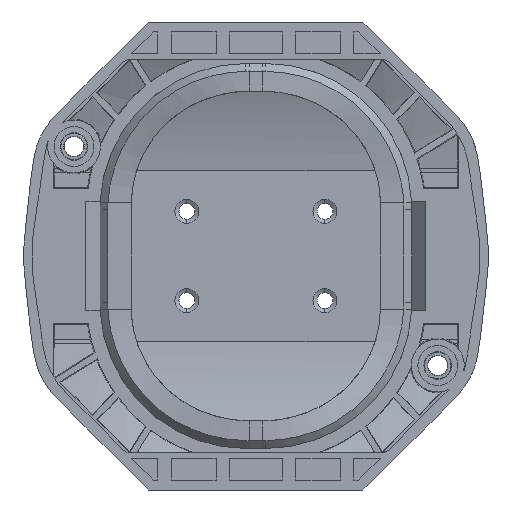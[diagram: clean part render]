
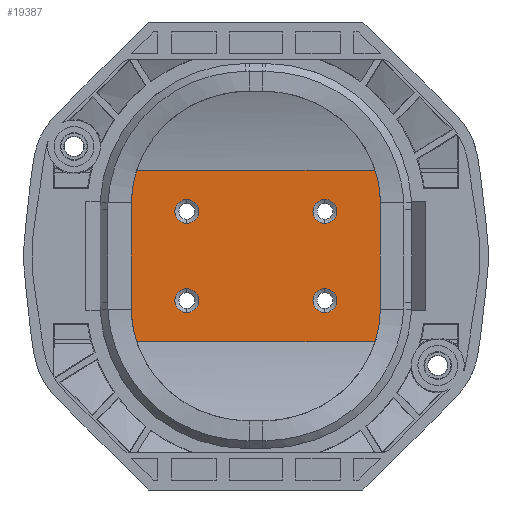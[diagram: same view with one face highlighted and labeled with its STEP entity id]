
A CAD part, front view. The second image highlights one B-rep face of the part: STEP entity #19387.
In plain terms, the highlighted face is planar.
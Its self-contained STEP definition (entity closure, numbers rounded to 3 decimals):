
#16242=DIRECTION('',(0.,0.,1.));
#16243=VECTOR('',#16242,16.);
#16244=CARTESIAN_POINT('',(-18.75,-8.8,-8.));
#16245=LINE('',#16244,#16243);
#16340=DIRECTION('',(0.,0.,1.));
#16341=VECTOR('',#16340,16.);
#16342=CARTESIAN_POINT('',(18.75,-8.8,-8.));
#16343=LINE('',#16342,#16341);
#16401=CARTESIAN_POINT('',(18.75,-8.8,8.));
#16402=CARTESIAN_POINT('',(18.75,-8.8,8.82));
#16403=CARTESIAN_POINT('',(18.619,-8.8,10.492));
#16404=CARTESIAN_POINT('',(18.23,-8.8,12.123));
#16405=CARTESIAN_POINT('',(17.969,-8.8,12.933));
#16407=DIRECTION('',(1.,0.,0.));
#16408=VECTOR('',#16407,35.938);
#16409=CARTESIAN_POINT('',(-17.969,-8.8,-12.933));
#16410=LINE('',#16409,#16408);
#16411=DIRECTION('',(1.,0.,0.));
#16412=VECTOR('',#16411,35.938);
#16413=CARTESIAN_POINT('',(-17.969,-8.8,12.933));
#16414=LINE('',#16413,#16412);
#16415=CARTESIAN_POINT('',(10.4,-8.8,6.72));
#16416=DIRECTION('',(0.,-1.,0.));
#16417=DIRECTION('',(0.,0.,1.));
#16418=AXIS2_PLACEMENT_3D('',#16415,#16416,#16417);
#16420=CARTESIAN_POINT('',(10.4,-8.8,6.72));
#16421=DIRECTION('',(0.,-1.,0.));
#16422=DIRECTION('',(0.,0.,-1.));
#16423=AXIS2_PLACEMENT_3D('',#16420,#16421,#16422);
#16425=CARTESIAN_POINT('',(10.4,-8.8,-6.72));
#16426=DIRECTION('',(0.,-1.,0.));
#16427=DIRECTION('',(0.,0.,1.));
#16428=AXIS2_PLACEMENT_3D('',#16425,#16426,#16427);
#16430=CARTESIAN_POINT('',(10.4,-8.8,-6.72));
#16431=DIRECTION('',(0.,-1.,0.));
#16432=DIRECTION('',(0.,0.,-1.));
#16433=AXIS2_PLACEMENT_3D('',#16430,#16431,#16432);
#16435=CARTESIAN_POINT('',(-10.4,-8.8,6.72));
#16436=DIRECTION('',(0.,-1.,0.));
#16437=DIRECTION('',(0.,0.,1.));
#16438=AXIS2_PLACEMENT_3D('',#16435,#16436,#16437);
#16440=CARTESIAN_POINT('',(-10.4,-8.8,6.72));
#16441=DIRECTION('',(0.,-1.,0.));
#16442=DIRECTION('',(0.,0.,-1.));
#16443=AXIS2_PLACEMENT_3D('',#16440,#16441,#16442);
#16445=CARTESIAN_POINT('',(-10.4,-8.8,-6.72));
#16446=DIRECTION('',(0.,-1.,0.));
#16447=DIRECTION('',(0.,0.,1.));
#16448=AXIS2_PLACEMENT_3D('',#16445,#16446,#16447);
#16450=CARTESIAN_POINT('',(-10.4,-8.8,-6.72));
#16451=DIRECTION('',(0.,-1.,0.));
#16452=DIRECTION('',(0.,0.,-1.));
#16453=AXIS2_PLACEMENT_3D('',#16450,#16451,#16452);
#16471=CARTESIAN_POINT('',(-18.75,-8.8,-8.));
#16472=CARTESIAN_POINT('',(-18.75,-8.8,-8.82));
#16473=CARTESIAN_POINT('',(-18.619,-8.8,-10.492));
#16474=CARTESIAN_POINT('',(-18.23,-8.8,-12.123));
#16475=CARTESIAN_POINT('',(-17.969,-8.8,-12.933));
#16481=CARTESIAN_POINT('',(17.969,-8.8,-12.933));
#16482=CARTESIAN_POINT('',(18.226,-8.8,-12.137));
#16483=CARTESIAN_POINT('',(18.617,-8.8,-10.507));
#16484=CARTESIAN_POINT('',(18.75,-8.8,-8.835));
#16485=CARTESIAN_POINT('',(18.75,-8.8,-8.));
#16503=CARTESIAN_POINT('',(-17.969,-8.8,12.933));
#16504=CARTESIAN_POINT('',(-18.226,-8.8,12.137));
#16505=CARTESIAN_POINT('',(-18.617,-8.8,10.507));
#16506=CARTESIAN_POINT('',(-18.75,-8.8,8.835));
#16507=CARTESIAN_POINT('',(-18.75,-8.8,8.));
#17205=CARTESIAN_POINT('',(10.4,-8.8,-4.92));
#17206=VERTEX_POINT('',#17205);
#17207=CARTESIAN_POINT('',(10.4,-8.8,-8.52));
#17208=VERTEX_POINT('',#17207);
#17209=CARTESIAN_POINT('',(-10.4,-8.8,-4.92));
#17210=VERTEX_POINT('',#17209);
#17211=CARTESIAN_POINT('',(-10.4,-8.8,-8.52));
#17212=VERTEX_POINT('',#17211);
#17213=CARTESIAN_POINT('',(10.4,-8.8,8.52));
#17214=VERTEX_POINT('',#17213);
#17215=CARTESIAN_POINT('',(10.4,-8.8,4.92));
#17216=VERTEX_POINT('',#17215);
#17217=CARTESIAN_POINT('',(-10.4,-8.8,8.52));
#17218=VERTEX_POINT('',#17217);
#17219=CARTESIAN_POINT('',(-10.4,-8.8,4.92));
#17220=VERTEX_POINT('',#17219);
#17277=CARTESIAN_POINT('',(-17.969,-8.8,-12.933));
#17278=CARTESIAN_POINT('',(17.969,-8.8,-12.933));
#17279=VERTEX_POINT('',#17277);
#17280=VERTEX_POINT('',#17278);
#17281=CARTESIAN_POINT('',(-17.969,-8.8,12.933));
#17282=CARTESIAN_POINT('',(17.969,-8.8,12.933));
#17283=VERTEX_POINT('',#17281);
#17284=VERTEX_POINT('',#17282);
#17345=CARTESIAN_POINT('',(18.75,-8.8,-8.));
#17346=CARTESIAN_POINT('',(18.75,-8.8,8.));
#17347=VERTEX_POINT('',#17345);
#17348=VERTEX_POINT('',#17346);
#17352=CARTESIAN_POINT('',(-18.75,-8.8,-8.));
#17353=CARTESIAN_POINT('',(-18.75,-8.8,8.));
#17354=VERTEX_POINT('',#17352);
#17355=VERTEX_POINT('',#17353);
#19344=CARTESIAN_POINT('',(0.,-8.8,0.));
#19345=DIRECTION('',(0.,-1.,0.));
#19346=DIRECTION('',(1.,0.,0.));
#19347=AXIS2_PLACEMENT_3D('',#19344,#19345,#19346);
#19348=PLANE('',#19347);
#19350=ORIENTED_EDGE('',*,*,#19349,.T.);
#19352=ORIENTED_EDGE('',*,*,#19351,.T.);
#19353=ORIENTED_EDGE('',*,*,#19232,.T.);
#19354=ORIENTED_EDGE('',*,*,#19324,.T.);
#19355=ORIENTED_EDGE('',*,*,#19335,.F.);
#19357=ORIENTED_EDGE('',*,*,#19356,.T.);
#19358=ORIENTED_EDGE('',*,*,#19075,.F.);
#19360=ORIENTED_EDGE('',*,*,#19359,.T.);
#19361=EDGE_LOOP('',(#19350,#19352,#19353,#19354,#19355,#19357,#19358,#19360));
#19362=FACE_OUTER_BOUND('',#19361,.F.);
#19364=ORIENTED_EDGE('',*,*,#19363,.F.);
#19366=ORIENTED_EDGE('',*,*,#19365,.F.);
#19367=EDGE_LOOP('',(#19364,#19366));
#19368=FACE_BOUND('',#19367,.F.);
#19370=ORIENTED_EDGE('',*,*,#19369,.F.);
#19372=ORIENTED_EDGE('',*,*,#19371,.F.);
#19373=EDGE_LOOP('',(#19370,#19372));
#19374=FACE_BOUND('',#19373,.F.);
#19376=ORIENTED_EDGE('',*,*,#19375,.F.);
#19378=ORIENTED_EDGE('',*,*,#19377,.F.);
#19379=EDGE_LOOP('',(#19376,#19378));
#19380=FACE_BOUND('',#19379,.F.);
#19382=ORIENTED_EDGE('',*,*,#19381,.F.);
#19384=ORIENTED_EDGE('',*,*,#19383,.F.);
#19385=EDGE_LOOP('',(#19382,#19384));
#19386=FACE_BOUND('',#19385,.F.);
#16406=B_SPLINE_CURVE_WITH_KNOTS('',3,(#16401,#16402,#16403,#16404,#16405),
.UNSPECIFIED.,.F.,.F.,(4,1,4),(0.,0.491,1.),.UNSPECIFIED.);
#16419=CIRCLE('',#16418,1.8);
#16424=CIRCLE('',#16423,1.8);
#16429=CIRCLE('',#16428,1.8);
#16434=CIRCLE('',#16433,1.8);
#16439=CIRCLE('',#16438,1.8);
#16444=CIRCLE('',#16443,1.8);
#16449=CIRCLE('',#16448,1.8);
#16454=CIRCLE('',#16453,1.8);
#16476=B_SPLINE_CURVE_WITH_KNOTS('',3,(#16471,#16472,#16473,#16474,#16475),
.UNSPECIFIED.,.F.,.F.,(4,1,4),(0.,0.491,1.),.UNSPECIFIED.);
#16486=B_SPLINE_CURVE_WITH_KNOTS('',3,(#16481,#16482,#16483,#16484,#16485),
.UNSPECIFIED.,.F.,.F.,(4,1,4),(0.,0.5,1.),.UNSPECIFIED.);
#16508=B_SPLINE_CURVE_WITH_KNOTS('',3,(#16503,#16504,#16505,#16506,#16507),
.UNSPECIFIED.,.F.,.F.,(4,1,4),(0.,0.5,1.),.UNSPECIFIED.);
#19075=EDGE_CURVE('',#17354,#17355,#16245,.T.);
#19232=EDGE_CURVE('',#17347,#17348,#16343,.T.);
#19324=EDGE_CURVE('',#17348,#17284,#16406,.T.);
#19335=EDGE_CURVE('',#17283,#17284,#16414,.T.);
#19349=EDGE_CURVE('',#17279,#17280,#16410,.T.);
#19351=EDGE_CURVE('',#17280,#17347,#16486,.T.);
#19356=EDGE_CURVE('',#17283,#17355,#16508,.T.);
#19359=EDGE_CURVE('',#17354,#17279,#16476,.T.);
#19363=EDGE_CURVE('',#17214,#17216,#16419,.T.);
#19365=EDGE_CURVE('',#17216,#17214,#16424,.T.);
#19369=EDGE_CURVE('',#17206,#17208,#16429,.T.);
#19371=EDGE_CURVE('',#17208,#17206,#16434,.T.);
#19375=EDGE_CURVE('',#17218,#17220,#16439,.T.);
#19377=EDGE_CURVE('',#17220,#17218,#16444,.T.);
#19381=EDGE_CURVE('',#17210,#17212,#16449,.T.);
#19383=EDGE_CURVE('',#17212,#17210,#16454,.T.);
#19387=ADVANCED_FACE('',(#19362,#19368,#19374,#19380,#19386),#19348,.F.);
